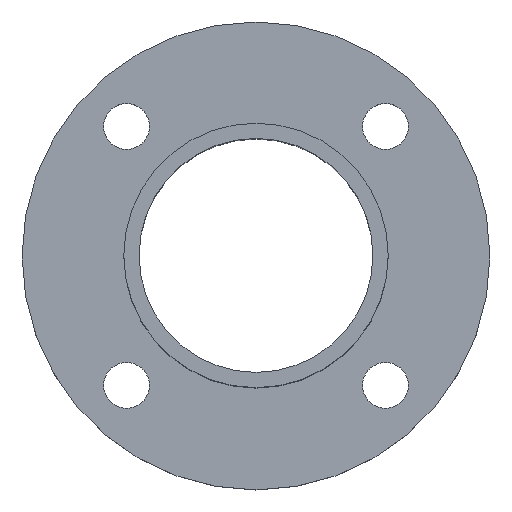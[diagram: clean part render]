
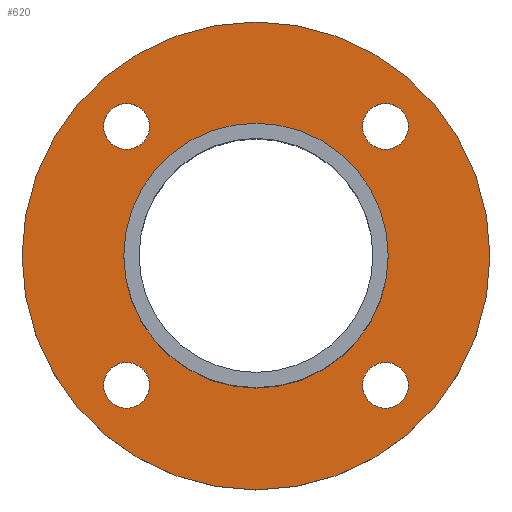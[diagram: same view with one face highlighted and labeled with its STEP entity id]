
A CAD part, top view. The second image highlights one B-rep face of the part: STEP entity #620.
In plain terms, the highlighted planar face has unit normal (0, 0, 1).
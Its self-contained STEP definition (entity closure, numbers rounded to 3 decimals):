
#1 = CARTESIAN_POINT ( 'NONE',  ( -12.728, -12.728, -12. ) ) ;
#2 = FACE_BOUND ( 'NONE', #52, .T. ) ;
#4 = CIRCLE ( 'NONE', #150, 2.25 ) ;
#6 = EDGE_CURVE ( 'NONE', #282, #112, #582, .T. ) ;
#13 = VERTEX_POINT ( 'NONE', #823 ) ;
#18 = ORIENTED_EDGE ( 'NONE', *, *, #137, .F. ) ;
#20 = CIRCLE ( 'NONE', #192, 2.25 ) ;
#24 = DIRECTION ( 'NONE',  ( 0., 0., 1. ) ) ;
#25 = EDGE_CURVE ( 'NONE', #776, #334, #374, .T. ) ;
#35 = EDGE_LOOP ( 'NONE', ( #91, #790 ) ) ;
#43 = EDGE_CURVE ( 'NONE', #82, #87, #452, .T. ) ;
#52 = EDGE_LOOP ( 'NONE', ( #297, #716 ) ) ;
#60 = DIRECTION ( 'NONE',  ( 1., 0., 0. ) ) ;
#67 = DIRECTION ( 'NONE',  ( 1., 0., 0. ) ) ;
#77 = EDGE_CURVE ( 'NONE', #466, #142, #424, .T. ) ;
#82 = VERTEX_POINT ( 'NONE', #129 ) ;
#87 = VERTEX_POINT ( 'NONE', #125 ) ;
#91 = ORIENTED_EDGE ( 'NONE', *, *, #147, .T. ) ;
#100 = CARTESIAN_POINT ( 'NONE',  ( 0., 0., -12. ) ) ;
#104 = DIRECTION ( 'NONE',  ( 1., 0., 0. ) ) ;
#112 = VERTEX_POINT ( 'NONE', #194 ) ;
#113 = DIRECTION ( 'NONE',  ( 0., 0., 1. ) ) ;
#125 = CARTESIAN_POINT ( 'NONE',  ( -23., 0., -12. ) ) ;
#129 = CARTESIAN_POINT ( 'NONE',  ( 23., 0., -12. ) ) ;
#132 = PLANE ( 'NONE',  #783 ) ;
#137 = EDGE_CURVE ( 'NONE', #13, #337, #711, .T. ) ;
#142 = VERTEX_POINT ( 'NONE', #271 ) ;
#147 = EDGE_CURVE ( 'NONE', #87, #82, #883, .T. ) ;
#150 = AXIS2_PLACEMENT_3D ( 'NONE', #606, #113, #485 ) ;
#163 = CARTESIAN_POINT ( 'NONE',  ( 0., 0., -12. ) ) ;
#187 = CARTESIAN_POINT ( 'NONE',  ( 14.978, -12.728, -12. ) ) ;
#192 = AXIS2_PLACEMENT_3D ( 'NONE', #853, #497, #351 ) ;
#194 = CARTESIAN_POINT ( 'NONE',  ( 13., 0., -12. ) ) ;
#196 = DIRECTION ( 'NONE',  ( 0., 0., 1. ) ) ;
#201 = EDGE_LOOP ( 'NONE', ( #548, #590 ) ) ;
#204 = AXIS2_PLACEMENT_3D ( 'NONE', #444, #24, #241 ) ;
#219 = VERTEX_POINT ( 'NONE', #308 ) ;
#221 = DIRECTION ( 'NONE',  ( 0., 0., 1. ) ) ;
#223 = ORIENTED_EDGE ( 'NONE', *, *, #25, .F. ) ;
#230 = EDGE_CURVE ( 'NONE', #112, #282, #371, .T. ) ;
#241 = DIRECTION ( 'NONE',  ( 1., 0., 0. ) ) ;
#253 = CARTESIAN_POINT ( 'NONE',  ( 0., 0., -12. ) ) ;
#266 = AXIS2_PLACEMENT_3D ( 'NONE', #1, #273, #67 ) ;
#271 = CARTESIAN_POINT ( 'NONE',  ( 10.478, -12.728, -12. ) ) ;
#273 = DIRECTION ( 'NONE',  ( 0., 0., 1. ) ) ;
#274 = FACE_BOUND ( 'NONE', #858, .T. ) ;
#278 = DIRECTION ( 'NONE',  ( 0., 0., 1. ) ) ;
#282 = VERTEX_POINT ( 'NONE', #805 ) ;
#289 = FACE_BOUND ( 'NONE', #635, .T. ) ;
#292 = CARTESIAN_POINT ( 'NONE',  ( -14.978, 12.728, -12. ) ) ;
#297 = ORIENTED_EDGE ( 'NONE', *, *, #487, .F. ) ;
#308 = CARTESIAN_POINT ( 'NONE',  ( -14.978, -12.728, -12. ) ) ;
#325 = DIRECTION ( 'NONE',  ( 0., 0., 1. ) ) ;
#331 = EDGE_CURVE ( 'NONE', #142, #466, #343, .T. ) ;
#332 = DIRECTION ( 'NONE',  ( 0., 0., 1. ) ) ;
#334 = VERTEX_POINT ( 'NONE', #676 ) ;
#337 = VERTEX_POINT ( 'NONE', #380 ) ;
#343 = CIRCLE ( 'NONE', #204, 2.25 ) ;
#351 = DIRECTION ( 'NONE',  ( 1., 0., 0. ) ) ;
#352 = CARTESIAN_POINT ( 'NONE',  ( 12.728, -12.728, -12. ) ) ;
#371 = CIRCLE ( 'NONE', #696, 13. ) ;
#372 = CIRCLE ( 'NONE', #266, 2.25 ) ;
#374 = CIRCLE ( 'NONE', #846, 2.25 ) ;
#380 = CARTESIAN_POINT ( 'NONE',  ( 10.478, 12.728, -12. ) ) ;
#398 = DIRECTION ( 'NONE',  ( 0., 0., 1. ) ) ;
#414 = ORIENTED_EDGE ( 'NONE', *, *, #563, .F. ) ;
#424 = CIRCLE ( 'NONE', #658, 2.25 ) ;
#425 = CARTESIAN_POINT ( 'NONE',  ( 0., 0., -12. ) ) ;
#430 = ORIENTED_EDGE ( 'NONE', *, *, #331, .F. ) ;
#439 = EDGE_CURVE ( 'NONE', #334, #776, #4, .T. ) ;
#444 = CARTESIAN_POINT ( 'NONE',  ( 12.728, -12.728, -12. ) ) ;
#452 = CIRCLE ( 'NONE', #887, 23. ) ;
#457 = CARTESIAN_POINT ( 'NONE',  ( -12.728, 12.728, -12. ) ) ;
#466 = VERTEX_POINT ( 'NONE', #187 ) ;
#475 = VERTEX_POINT ( 'NONE', #746 ) ;
#484 = EDGE_LOOP ( 'NONE', ( #414, #18 ) ) ;
#485 = DIRECTION ( 'NONE',  ( 1., 0., 0. ) ) ;
#486 = DIRECTION ( 'NONE',  ( 1., 0., 0. ) ) ;
#487 = EDGE_CURVE ( 'NONE', #219, #475, #372, .T. ) ;
#492 = AXIS2_PLACEMENT_3D ( 'NONE', #425, #907, #619 ) ;
#497 = DIRECTION ( 'NONE',  ( 0., 0., 1. ) ) ;
#500 = FACE_BOUND ( 'NONE', #201, .T. ) ;
#508 = FACE_OUTER_BOUND ( 'NONE', #35, .T. ) ;
#514 = DIRECTION ( 'NONE',  ( 1., 0., 0. ) ) ;
#528 = DIRECTION ( 'NONE',  ( 1., 0., 0. ) ) ;
#548 = ORIENTED_EDGE ( 'NONE', *, *, #230, .F. ) ;
#563 = EDGE_CURVE ( 'NONE', #337, #13, #20, .T. ) ;
#567 = DIRECTION ( 'NONE',  ( 1., 0., 0. ) ) ;
#571 = CARTESIAN_POINT ( 'NONE',  ( -12.728, -12.728, -12. ) ) ;
#582 = CIRCLE ( 'NONE', #818, 13. ) ;
#590 = ORIENTED_EDGE ( 'NONE', *, *, #6, .F. ) ;
#603 = DIRECTION ( 'NONE',  ( 1., 0., 0. ) ) ;
#606 = CARTESIAN_POINT ( 'NONE',  ( -12.728, 12.728, -12. ) ) ;
#610 = AXIS2_PLACEMENT_3D ( 'NONE', #571, #857, #643 ) ;
#611 = CIRCLE ( 'NONE', #610, 2.25 ) ;
#619 = DIRECTION ( 'NONE',  ( 1., 0., 0. ) ) ;
#620 = ADVANCED_FACE ( 'NONE', ( #274, #2, #289, #720, #500, #508 ), #132, .T. ) ;
#634 = CARTESIAN_POINT ( 'NONE',  ( 0., 0., -12. ) ) ;
#635 = EDGE_LOOP ( 'NONE', ( #430, #722 ) ) ;
#637 = CARTESIAN_POINT ( 'NONE',  ( 12.728, 12.728, -12. ) ) ;
#643 = DIRECTION ( 'NONE',  ( 1., 0., 0. ) ) ;
#644 = EDGE_CURVE ( 'NONE', #475, #219, #611, .T. ) ;
#658 = AXIS2_PLACEMENT_3D ( 'NONE', #352, #332, #486 ) ;
#676 = CARTESIAN_POINT ( 'NONE',  ( -10.478, 12.728, -12. ) ) ;
#683 = AXIS2_PLACEMENT_3D ( 'NONE', #637, #196, #60 ) ;
#696 = AXIS2_PLACEMENT_3D ( 'NONE', #163, #221, #514 ) ;
#711 = CIRCLE ( 'NONE', #683, 2.25 ) ;
#716 = ORIENTED_EDGE ( 'NONE', *, *, #644, .F. ) ;
#720 = FACE_BOUND ( 'NONE', #484, .T. ) ;
#722 = ORIENTED_EDGE ( 'NONE', *, *, #77, .F. ) ;
#746 = CARTESIAN_POINT ( 'NONE',  ( -10.478, -12.728, -12. ) ) ;
#776 = VERTEX_POINT ( 'NONE', #292 ) ;
#783 = AXIS2_PLACEMENT_3D ( 'NONE', #634, #278, #567 ) ;
#790 = ORIENTED_EDGE ( 'NONE', *, *, #43, .T. ) ;
#805 = CARTESIAN_POINT ( 'NONE',  ( -13., 0., -12. ) ) ;
#818 = AXIS2_PLACEMENT_3D ( 'NONE', #253, #876, #603 ) ;
#823 = CARTESIAN_POINT ( 'NONE',  ( 14.978, 12.728, -12. ) ) ;
#846 = AXIS2_PLACEMENT_3D ( 'NONE', #457, #398, #528 ) ;
#853 = CARTESIAN_POINT ( 'NONE',  ( 12.728, 12.728, -12. ) ) ;
#857 = DIRECTION ( 'NONE',  ( 0., 0., 1. ) ) ;
#858 = EDGE_LOOP ( 'NONE', ( #223, #895 ) ) ;
#876 = DIRECTION ( 'NONE',  ( 0., 0., 1. ) ) ;
#883 = CIRCLE ( 'NONE', #492, 23. ) ;
#887 = AXIS2_PLACEMENT_3D ( 'NONE', #100, #325, #104 ) ;
#895 = ORIENTED_EDGE ( 'NONE', *, *, #439, .F. ) ;
#907 = DIRECTION ( 'NONE',  ( 0., 0., 1. ) ) ;
